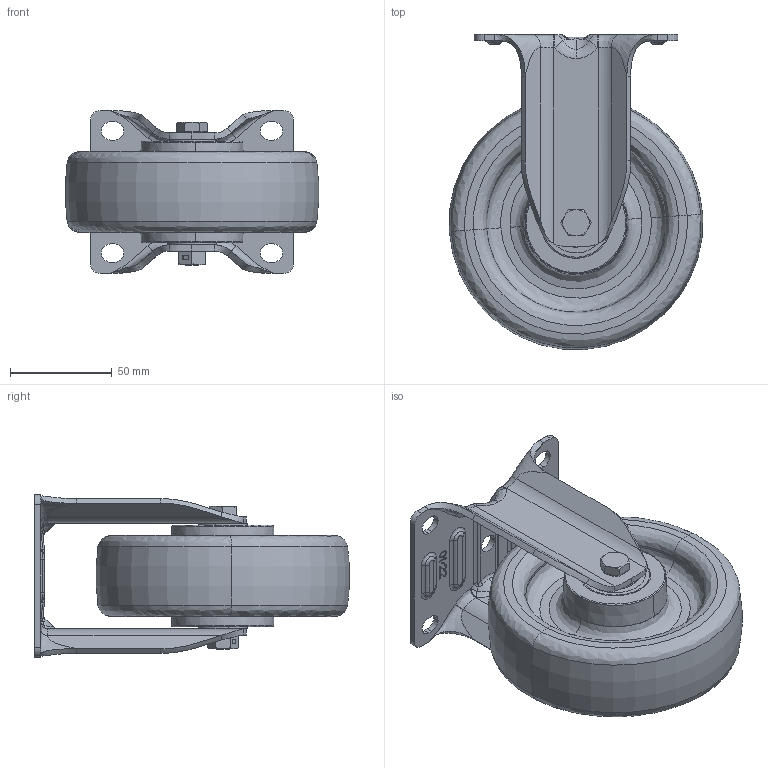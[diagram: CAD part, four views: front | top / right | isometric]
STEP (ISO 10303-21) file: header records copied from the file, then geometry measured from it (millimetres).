
FILE_DESCRIPTION (( 'STEP AP214' ), '1' );
FILE_NAME ('0055938.step', '2023-06-06T06:57:40', ( '' ), ( '' ), 'SwSTEP 2.0', 'SolidWorks 2020', '' );
FILE_SCHEMA (( 'AUTOMOTIVE_DESIGN' ));
Length unit declared in the file: millimetre
Products named in the file (1): 0055938
Bounding box: 124.48 x 154.74 x 80 mm (x, y, z)
Volume: 420040.9 mm3; surface area: 158643.4 mm2
Topology: 18 solids, 18 shells, 879 faces, 2191 edges, 1372 vertices
Faces by surface type: plane 309, bspline 254, cylinder 192, cone 76, torus 48
Entity records: 50031 total; most frequent: CARTESIAN_POINT 21032, ORIENTED_EDGE 4370, DIRECTION 3493, EDGE_CURVE 2185, VERTEX_POINT 1372, AXIS2_PLACEMENT_3D 1316, EDGE_LOOP 955, UNCERTAINTY_MEASURE_WITH_UNIT 899
